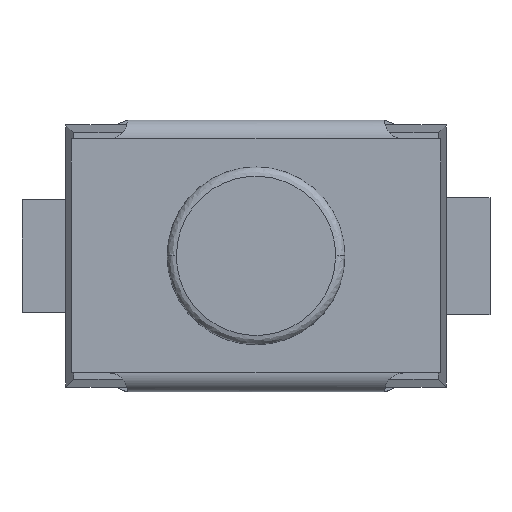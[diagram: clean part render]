
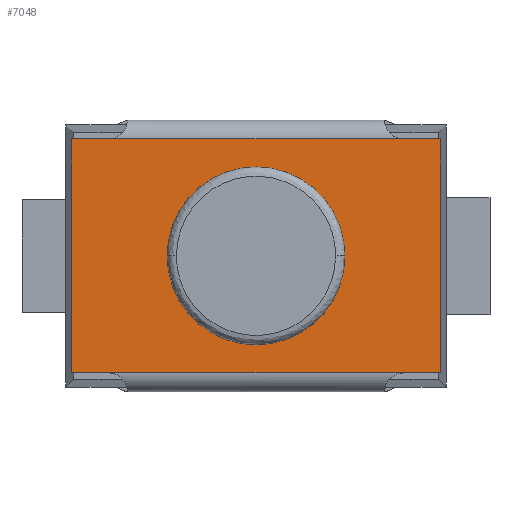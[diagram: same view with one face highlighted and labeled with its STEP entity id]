
A CAD part, top view. The second image highlights one B-rep face of the part: STEP entity #7048.
In plain terms, the highlighted planar face has unit normal (0, 0, 1).
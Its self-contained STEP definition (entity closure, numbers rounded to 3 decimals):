
#32 = VERTEX_POINT ( 'NONE', #4475 ) ;
#131 = CARTESIAN_POINT ( 'NONE',  ( -1.575, 1.25, 0. ) ) ;
#234 = AXIS2_PLACEMENT_3D ( 'NONE', #10459, #5508, #2234 ) ;
#237 = ORIENTED_EDGE ( 'NONE', *, *, #2736, .T. ) ;
#238 = CARTESIAN_POINT ( 'NONE',  ( 1.575, -1.25, 0. ) ) ;
#309 = VERTEX_POINT ( 'NONE', #238 ) ;
#492 = VERTEX_POINT ( 'NONE', #2195 ) ;
#823 = AXIS2_PLACEMENT_3D ( 'NONE', #10582, #2359, #8956 ) ;
#969 = EDGE_CURVE ( 'NONE', #309, #492, #7783, .T. ) ;
#1010 = CARTESIAN_POINT ( 'NONE',  ( 1.975, 1.25, 0. ) ) ;
#1233 = VECTOR ( 'NONE', #3087, 1000. ) ;
#1331 = CARTESIAN_POINT ( 'NONE',  ( 0., -1.25, 0. ) ) ;
#1346 = DIRECTION ( 'NONE',  ( 1., 0., 0. ) ) ;
#1719 = VECTOR ( 'NONE', #3501, 1000. ) ;
#1741 = DIRECTION ( 'NONE',  ( 1., 0., 0. ) ) ;
#1859 = DIRECTION ( 'NONE',  ( 0., -1., 0. ) ) ;
#2028 = LINE ( 'NONE', #9291, #1233 ) ;
#2162 = ORIENTED_EDGE ( 'NONE', *, *, #7861, .T. ) ;
#2168 = EDGE_CURVE ( 'NONE', #4215, #32, #2028, .T. ) ;
#2175 = PLANE ( 'NONE',  #8914 ) ;
#2195 = CARTESIAN_POINT ( 'NONE',  ( -1.575, -1.25, 0. ) ) ;
#2234 = DIRECTION ( 'NONE',  ( -1., 0., 0. ) ) ;
#2324 = DIRECTION ( 'NONE',  ( -1., 0., 0. ) ) ;
#2359 = DIRECTION ( 'NONE',  ( 0., 0., -1. ) ) ;
#2409 = EDGE_LOOP ( 'NONE', ( #4267, #10088 ) ) ;
#2550 = EDGE_LOOP ( 'NONE', ( #3068, #4995, #237, #2162, #10013, #10508, #3980, #5275 ) ) ;
#2653 = VERTEX_POINT ( 'NONE', #8597 ) ;
#2707 = LINE ( 'NONE', #1010, #9014 ) ;
#2736 = EDGE_CURVE ( 'NONE', #4108, #6431, #5687, .T. ) ;
#2787 = CARTESIAN_POINT ( 'NONE',  ( -1.975, 1.25, 0. ) ) ;
#3068 = ORIENTED_EDGE ( 'NONE', *, *, #7307, .F. ) ;
#3087 = DIRECTION ( 'NONE',  ( -1., 0., 0. ) ) ;
#3092 = DIRECTION ( 'NONE',  ( 0., 0., 1. ) ) ;
#3414 = VECTOR ( 'NONE', #1859, 1000. ) ;
#3501 = DIRECTION ( 'NONE',  ( 1., 0., 0. ) ) ;
#3517 = VECTOR ( 'NONE', #2324, 1000. ) ;
#3857 = EDGE_CURVE ( 'NONE', #2653, #4215, #10243, .T. ) ;
#3919 = DIRECTION ( 'NONE',  ( 1., 0., 0. ) ) ;
#3980 = ORIENTED_EDGE ( 'NONE', *, *, #3857, .T. ) ;
#4108 = VERTEX_POINT ( 'NONE', #2787 ) ;
#4124 = EDGE_CURVE ( 'NONE', #309, #2653, #4576, .T. ) ;
#4215 = VERTEX_POINT ( 'NONE', #5973 ) ;
#4267 = ORIENTED_EDGE ( 'NONE', *, *, #4661, .T. ) ;
#4293 = CIRCLE ( 'NONE', #234, 0.95 ) ;
#4475 = CARTESIAN_POINT ( 'NONE',  ( 1.575, 1.25, 0. ) ) ;
#4576 = LINE ( 'NONE', #9236, #1719 ) ;
#4661 = EDGE_CURVE ( 'NONE', #6758, #10602, #5464, .T. ) ;
#4672 = DIRECTION ( 'NONE',  ( 0., 1., 0. ) ) ;
#4796 = CARTESIAN_POINT ( 'NONE',  ( -1.975, -1.25, 0. ) ) ;
#4995 = ORIENTED_EDGE ( 'NONE', *, *, #8412, .T. ) ;
#5046 = LINE ( 'NONE', #1331, #7755 ) ;
#5275 = ORIENTED_EDGE ( 'NONE', *, *, #2168, .T. ) ;
#5327 = VECTOR ( 'NONE', #5597, 1000. ) ;
#5464 = CIRCLE ( 'NONE', #823, 0.95 ) ;
#5508 = DIRECTION ( 'NONE',  ( 0., 0., -1. ) ) ;
#5597 = DIRECTION ( 'NONE',  ( -1., 0., 0. ) ) ;
#5687 = LINE ( 'NONE', #6753, #3414 ) ;
#5973 = CARTESIAN_POINT ( 'NONE',  ( 1.975, 1.25, 0. ) ) ;
#6073 = VECTOR ( 'NONE', #4672, 1000. ) ;
#6431 = VERTEX_POINT ( 'NONE', #7805 ) ;
#6537 = CARTESIAN_POINT ( 'NONE',  ( -0.95, 0., 0. ) ) ;
#6753 = CARTESIAN_POINT ( 'NONE',  ( -1.975, 0., 0. ) ) ;
#6758 = VERTEX_POINT ( 'NONE', #6537 ) ;
#6851 = CARTESIAN_POINT ( 'NONE',  ( 0.95, 0., 0. ) ) ;
#7048 = ADVANCED_FACE ( 'NONE', ( #9407, #9146 ), #2175, .T. ) ;
#7245 = CARTESIAN_POINT ( 'NONE',  ( 0., 1.25, 0. ) ) ;
#7307 = EDGE_CURVE ( 'NONE', #9919, #32, #2707, .T. ) ;
#7612 = EDGE_CURVE ( 'NONE', #10602, #6758, #4293, .T. ) ;
#7755 = VECTOR ( 'NONE', #3919, 1000. ) ;
#7783 = LINE ( 'NONE', #4796, #5327 ) ;
#7805 = CARTESIAN_POINT ( 'NONE',  ( -1.975, -1.25, 0. ) ) ;
#7861 = EDGE_CURVE ( 'NONE', #6431, #492, #5046, .T. ) ;
#7904 = CARTESIAN_POINT ( 'NONE',  ( 0., 0., 0. ) ) ;
#7910 = CARTESIAN_POINT ( 'NONE',  ( 1.975, 0., 0. ) ) ;
#8412 = EDGE_CURVE ( 'NONE', #9919, #4108, #10341, .T. ) ;
#8597 = CARTESIAN_POINT ( 'NONE',  ( 1.975, -1.25, 0. ) ) ;
#8914 = AXIS2_PLACEMENT_3D ( 'NONE', #7904, #3092, #1346 ) ;
#8956 = DIRECTION ( 'NONE',  ( -1., 0., 0. ) ) ;
#9014 = VECTOR ( 'NONE', #1741, 1000. ) ;
#9146 = FACE_BOUND ( 'NONE', #2409, .T. ) ;
#9236 = CARTESIAN_POINT ( 'NONE',  ( 0., -1.25, 0. ) ) ;
#9291 = CARTESIAN_POINT ( 'NONE',  ( 0., 1.25, 0. ) ) ;
#9407 = FACE_OUTER_BOUND ( 'NONE', #2550, .T. ) ;
#9919 = VERTEX_POINT ( 'NONE', #131 ) ;
#10013 = ORIENTED_EDGE ( 'NONE', *, *, #969, .F. ) ;
#10088 = ORIENTED_EDGE ( 'NONE', *, *, #7612, .T. ) ;
#10243 = LINE ( 'NONE', #7910, #6073 ) ;
#10341 = LINE ( 'NONE', #7245, #3517 ) ;
#10459 = CARTESIAN_POINT ( 'NONE',  ( 0., 0., 0. ) ) ;
#10508 = ORIENTED_EDGE ( 'NONE', *, *, #4124, .T. ) ;
#10582 = CARTESIAN_POINT ( 'NONE',  ( 0., 0., 0. ) ) ;
#10602 = VERTEX_POINT ( 'NONE', #6851 ) ;
